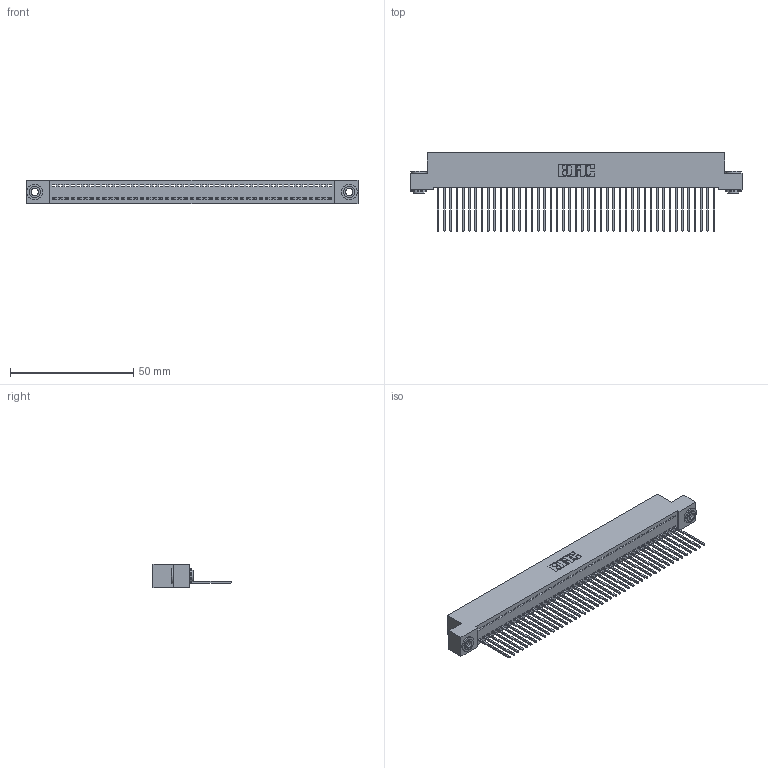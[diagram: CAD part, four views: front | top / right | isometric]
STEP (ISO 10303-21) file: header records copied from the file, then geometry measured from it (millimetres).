
FILE_DESCRIPTION (( 'STEP AP203' ), '1' );
FILE_NAME ('392-045-542-103.STEP', '2019-10-07T23:06:17', ( '' ), ( '' ), 'SwSTEP 2.0', 'SolidWorks 2016', '' );
FILE_SCHEMA (( 'CONFIG_CONTROL_DESIGN' ));
Length unit declared in the file: inch
Products named in the file (4): 392-045-542-103; 342 Part_.156 TH; 345-292-001_345-293-142; 342-250-002_345-250-002-102
Assembly tree (48 placements, depth 2):
  392-045-542-103
    342 Part_.156 TH
    345-292-001_345-293-142  x45
    342-250-002_345-250-002-102  x2
Bounding box: 134.62 x 31.63 x 9.4 mm (x, y, z)
Volume: 11937.5 mm3; surface area: 18422.4 mm2
Topology: 48 solids, 48 shells, 2758 faces, 8295 edges, 5466 vertices
Faces by surface type: plane 1966, cylinder 784, cone 8
Entity records: 27658 total; most frequent: CARTESIAN_POINT 4748, ORIENTED_EDGE 4722, DIRECTION 4033, EDGE_CURVE 2361, LINE 2209, VECTOR 2209, VERTEX_POINT 1570, AXIS2_PLACEMENT_3D 912
